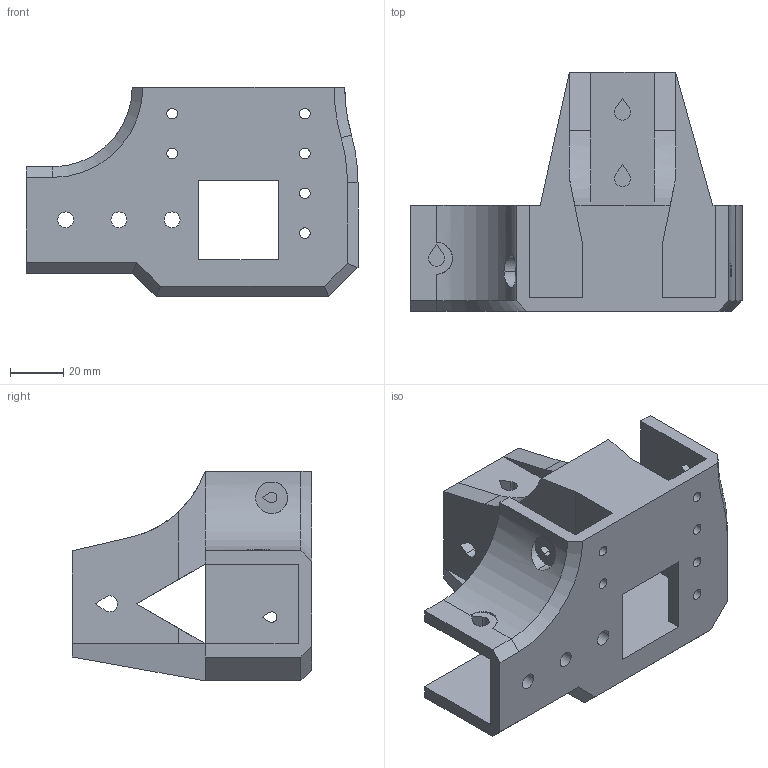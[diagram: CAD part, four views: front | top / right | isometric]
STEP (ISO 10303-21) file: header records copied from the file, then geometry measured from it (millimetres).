
FILE_DESCRIPTION(('FreeCAD Model'),'2;1');
FILE_NAME('LeftAnkle.step','2015-08-05T15:50:04',('Author'),(''), 'Open CASCADE STEP processor 6.8','FreeCAD','Unknown');
FILE_SCHEMA(('AUTOMOTIVE_DESIGN_CC2 { 1 2 10303 214 -1 1 5 4 }'));
Length unit declared in the file: millimetre
Products named in the file (2): ASSEMBLY; LeftAnkle
Assembly tree (1 placements, depth 2):
  ASSEMBLY
    LeftAnkle
Bounding box: 125 x 90 x 79 mm (x, y, z)
Volume: 208977.1 mm3; surface area: 57156.9 mm2
Topology: 1 solids, 1 shells, 96 faces, 279 edges, 182 vertices
Faces by surface type: plane 68, cylinder 25, cone 3
Full cylindrical faces by diameter (mm): 4 x6, 6 x3
Entity records: 9796 total; most frequent: CARTESIAN_POINT 4345, DIRECTION 940, LINE 606, VECTOR 606, ORIENTED_EDGE 558, PCURVE 558, DEFINITIONAL_REPRESENTATION 558, EDGE_CURVE 279
